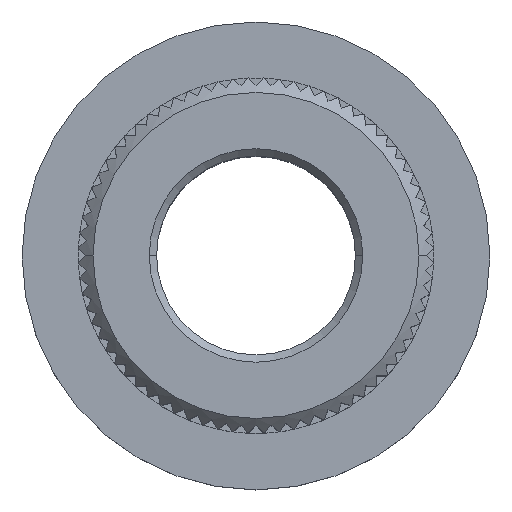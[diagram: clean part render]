
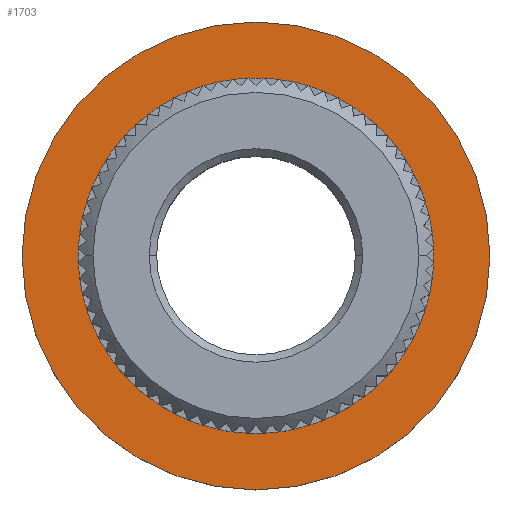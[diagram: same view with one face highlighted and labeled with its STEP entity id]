
A CAD part, top view. The second image highlights one B-rep face of the part: STEP entity #1703.
In plain terms, the highlighted planar face has unit normal (0, 0, 1).
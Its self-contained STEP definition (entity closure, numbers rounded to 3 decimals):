
#139 = VERTEX_POINT ( 'NONE', #5681 ) ;
#167 = VERTEX_POINT ( 'NONE', #5709 ) ;
#379 = EDGE_LOOP ( 'NONE', ( #3375, #3376 ) ) ;
#910 = EDGE_LOOP ( 'NONE', ( #3373, #3374 ) ) ;
#1438 = AXIS2_PLACEMENT_3D ( 'NONE', #5907, #5919, #5920 ) ;
#1703 = ADVANCED_FACE ( 'NONE', ( #5916, #5912 ), #5917, .T. ) ;
#2113 = CARTESIAN_POINT ( 'NONE',  ( 0., 0., 2. ) ) ;
#2114 = DIRECTION ( 'NONE',  ( 0., 0., 1. ) ) ;
#2115 = DIRECTION ( 'NONE',  ( 1., 0., 0. ) ) ;
#2122 = CARTESIAN_POINT ( 'NONE',  ( 0., 0., 2. ) ) ;
#2123 = DIRECTION ( 'NONE',  ( 0., 0., 1. ) ) ;
#2124 = DIRECTION ( 'NONE',  ( 1., 0., 0. ) ) ;
#2126 = CARTESIAN_POINT ( 'NONE',  ( 0., 0., 2. ) ) ;
#2127 = DIRECTION ( 'NONE',  ( 0., 0., 1. ) ) ;
#2128 = DIRECTION ( 'NONE',  ( 1., 0., 0. ) ) ;
#2381 = EDGE_CURVE ( 'NONE', #5403, #5400, #4425, .T. ) ;
#2385 = EDGE_CURVE ( 'NONE', #5400, #5403, #4431, .T. ) ;
#2386 = EDGE_CURVE ( 'NONE', #167, #139, #4435, .T. ) ;
#2464 = EDGE_CURVE ( 'NONE', #139, #167, #2776, .T. ) ;
#2776 = CIRCLE ( 'NONE', #2778, 6.075 ) ;
#2778 = AXIS2_PLACEMENT_3D ( 'NONE', #3657, #3658, #3659 ) ;
#3373 = ORIENTED_EDGE ( 'NONE', *, *, #2385, .T. ) ;
#3374 = ORIENTED_EDGE ( 'NONE', *, *, #2381, .T. ) ;
#3375 = ORIENTED_EDGE ( 'NONE', *, *, #2386, .F. ) ;
#3376 = ORIENTED_EDGE ( 'NONE', *, *, #2464, .F. ) ;
#3657 = CARTESIAN_POINT ( 'NONE',  ( 0., 0., 2. ) ) ;
#3658 = DIRECTION ( 'NONE',  ( 0., 0., 1. ) ) ;
#3659 = DIRECTION ( 'NONE',  ( 1., 0., 0. ) ) ;
#3767 = CARTESIAN_POINT ( 'NONE',  ( -8., 0., 2. ) ) ;
#3770 = CARTESIAN_POINT ( 'NONE',  ( 8., 0., 2. ) ) ;
#4425 = CIRCLE ( 'NONE', #4430, 8. ) ;
#4430 = AXIS2_PLACEMENT_3D ( 'NONE', #2113, #2114, #2115 ) ;
#4431 = CIRCLE ( 'NONE', #4436, 8. ) ;
#4435 = CIRCLE ( 'NONE', #4438, 6.075 ) ;
#4436 = AXIS2_PLACEMENT_3D ( 'NONE', #2122, #2123, #2124 ) ;
#4438 = AXIS2_PLACEMENT_3D ( 'NONE', #2126, #2127, #2128 ) ;
#5400 = VERTEX_POINT ( 'NONE', #3767 ) ;
#5403 = VERTEX_POINT ( 'NONE', #3770 ) ;
#5681 = CARTESIAN_POINT ( 'NONE',  ( 6.075, 0., 2. ) ) ;
#5709 = CARTESIAN_POINT ( 'NONE',  ( -6.075, 0., 2. ) ) ;
#5907 = CARTESIAN_POINT ( 'NONE',  ( 0., 0., 2. ) ) ;
#5912 = FACE_BOUND ( 'NONE', #379, .T. ) ;
#5916 = FACE_OUTER_BOUND ( 'NONE', #910, .T. ) ;
#5917 = PLANE ( 'NONE',  #1438 ) ;
#5919 = DIRECTION ( 'NONE',  ( 0., 0., 1. ) ) ;
#5920 = DIRECTION ( 'NONE',  ( 1., 0., 0. ) ) ;
